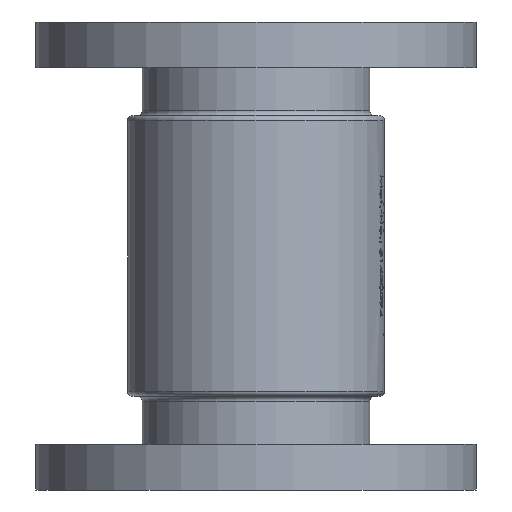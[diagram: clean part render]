
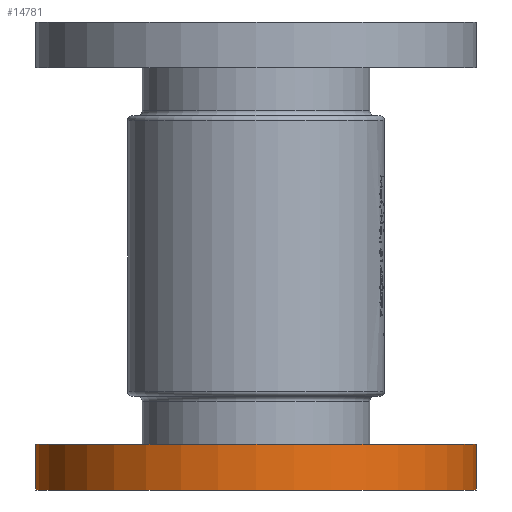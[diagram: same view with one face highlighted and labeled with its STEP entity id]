
A CAD part, front view. The second image highlights one B-rep face of the part: STEP entity #14781.
In plain terms, the highlighted cylindrical face has radius 135 mm (diameter 270 mm), a partial arc.
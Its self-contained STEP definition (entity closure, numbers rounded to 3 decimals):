
#430 = DIRECTION ( 'NONE',  ( 1., 0., 0. ) ) ;
#1240 = LINE ( 'NONE', #19182, #21286 ) ;
#1632 = VECTOR ( 'NONE', #12613, 1000. ) ;
#3121 = CARTESIAN_POINT ( 'NONE',  ( 0., 0., -259. ) ) ;
#3296 = VERTEX_POINT ( 'NONE', #12922 ) ;
#4499 = ORIENTED_EDGE ( 'NONE', *, *, #11554, .T. ) ;
#4682 = EDGE_LOOP ( 'NONE', ( #26401, #4499, #25179, #17891 ) ) ;
#4808 = DIRECTION ( 'NONE',  ( 1., 0., 0. ) ) ;
#5489 = AXIS2_PLACEMENT_3D ( 'NONE', #3121, #11791, #430 ) ;
#5777 = AXIS2_PLACEMENT_3D ( 'NONE', #21853, #26467, #26755 ) ;
#6118 = EDGE_CURVE ( 'NONE', #23404, #3296, #27261, .T. ) ;
#8399 = AXIS2_PLACEMENT_3D ( 'NONE', #20825, #25445, #4808 ) ;
#10234 = CARTESIAN_POINT ( 'NONE',  ( -135., 0., -287. ) ) ;
#11554 = EDGE_CURVE ( 'NONE', #17465, #23404, #19201, .T. ) ;
#11690 = CIRCLE ( 'NONE', #5489, 135. ) ;
#11791 = DIRECTION ( 'NONE',  ( 0., 0., 1. ) ) ;
#11834 = FACE_OUTER_BOUND ( 'NONE', #4682, .T. ) ;
#12595 = DIRECTION ( 'NONE',  ( 0., 0., -1. ) ) ;
#12613 = DIRECTION ( 'NONE',  ( 0., 0., -1. ) ) ;
#12922 = CARTESIAN_POINT ( 'NONE',  ( 135., 0., -287. ) ) ;
#14241 = EDGE_CURVE ( 'NONE', #17465, #21724, #11690, .T. ) ;
#14781 = ADVANCED_FACE ( 'NONE', ( #11834 ), #18134, .T. ) ;
#17465 = VERTEX_POINT ( 'NONE', #22045 ) ;
#17891 = ORIENTED_EDGE ( 'NONE', *, *, #24367, .F. ) ;
#18134 = CYLINDRICAL_SURFACE ( 'NONE', #8399, 135. ) ;
#19182 = CARTESIAN_POINT ( 'NONE',  ( 135., 0., -287. ) ) ;
#19201 = LINE ( 'NONE', #10234, #1632 ) ;
#20406 = CARTESIAN_POINT ( 'NONE',  ( -135., 0., -287. ) ) ;
#20825 = CARTESIAN_POINT ( 'NONE',  ( 0., 0., -287. ) ) ;
#21286 = VECTOR ( 'NONE', #12595, 1000. ) ;
#21724 = VERTEX_POINT ( 'NONE', #22621 ) ;
#21853 = CARTESIAN_POINT ( 'NONE',  ( 0., 0., -287. ) ) ;
#22045 = CARTESIAN_POINT ( 'NONE',  ( -135., 0., -259. ) ) ;
#22621 = CARTESIAN_POINT ( 'NONE',  ( 135., 0., -259. ) ) ;
#23404 = VERTEX_POINT ( 'NONE', #20406 ) ;
#24367 = EDGE_CURVE ( 'NONE', #21724, #3296, #1240, .T. ) ;
#25179 = ORIENTED_EDGE ( 'NONE', *, *, #6118, .T. ) ;
#25445 = DIRECTION ( 'NONE',  ( 0., 0., -1. ) ) ;
#26401 = ORIENTED_EDGE ( 'NONE', *, *, #14241, .F. ) ;
#26467 = DIRECTION ( 'NONE',  ( 0., 0., 1. ) ) ;
#26755 = DIRECTION ( 'NONE',  ( 1., 0., 0. ) ) ;
#27261 = CIRCLE ( 'NONE', #5777, 135. ) ;
